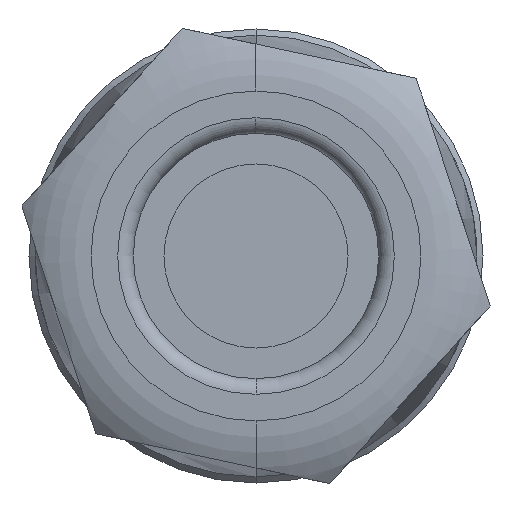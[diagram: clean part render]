
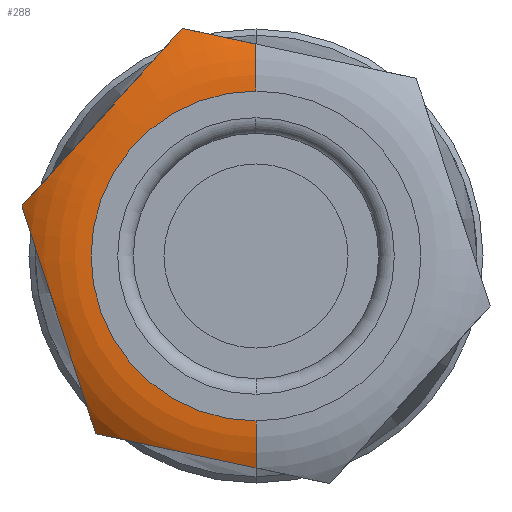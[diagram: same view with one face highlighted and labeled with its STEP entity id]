
A CAD part, left-side view. The second image highlights one B-rep face of the part: STEP entity #288.
In plain terms, the highlighted toroidal (fillet/blend) face has major radius 6.723 mm and minor radius 4.477 mm.
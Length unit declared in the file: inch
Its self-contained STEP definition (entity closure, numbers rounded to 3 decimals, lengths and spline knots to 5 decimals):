
#213 = VERTEX_POINT ( 'NONE', #2032 ) ;
#220 = VERTEX_POINT ( 'NONE', #1979 ) ;
#224 = EDGE_CURVE ( 'NONE', #287, #283, #1915, .T. ) ;
#228 = ORIENTED_EDGE ( 'NONE', *, *, #232, .T. ) ;
#232 = EDGE_CURVE ( 'NONE', #220, #283, #2044, .T. ) ;
#237 = ORIENTED_EDGE ( 'NONE', *, *, #280, .T. ) ;
#258 = VERTEX_POINT ( 'NONE', #2068 ) ;
#259 = EDGE_CURVE ( 'NONE', #258, #260, #2264, .T. ) ;
#260 = VERTEX_POINT ( 'NONE', #2137 ) ;
#262 = VERTEX_POINT ( 'NONE', #2140 ) ;
#263 = ORIENTED_EDGE ( 'NONE', *, *, #259, .T. ) ;
#264 = ORIENTED_EDGE ( 'NONE', *, *, #265, .T. ) ;
#265 = EDGE_CURVE ( 'NONE', #260, #213, #2122, .T. ) ;
#279 = ORIENTED_EDGE ( 'NONE', *, *, #224, .F. ) ;
#280 = EDGE_CURVE ( 'NONE', #213, #220, #2186, .T. ) ;
#283 = VERTEX_POINT ( 'NONE', #2249 ) ;
#284 = EDGE_CURVE ( 'NONE', #287, #262, #2189, .T. ) ;
#285 = ORIENTED_EDGE ( 'NONE', *, *, #291, .T. ) ;
#287 = VERTEX_POINT ( 'NONE', #2187 ) ;
#288 = ADVANCED_FACE ( 'NONE', ( #2239 ), #2192, .T. ) ;
#289 = EDGE_LOOP ( 'NONE', ( #290, #285, #263, #264, #237, #228, #279 ) ) ;
#290 = ORIENTED_EDGE ( 'NONE', *, *, #284, .T. ) ;
#291 = EDGE_CURVE ( 'NONE', #262, #258, #2085, .T. ) ;
#1894 = CARTESIAN_POINT ( 'NONE',  ( -0.66226, 0.25713, -0.28501 ) ) ;
#1898 = DIRECTION ( 'NONE',  ( 0., 0., -1. ) ) ;
#1915 = CIRCLE ( 'NONE', #2007, 0.17626 ) ;
#1943 = DIRECTION ( 'NONE',  ( 0., -1., 0. ) ) ;
#1944 = CARTESIAN_POINT ( 'NONE',  ( -0.5324, 0., -0.26467 ) ) ;
#1979 = CARTESIAN_POINT ( 'NONE',  ( -0.66226, 0.25713, -0.28501 ) ) ;
#1994 = CARTESIAN_POINT ( 'NONE',  ( -0.69179, 0., -0.33993 ) ) ;
#1995 = CARTESIAN_POINT ( 'NONE',  ( -0.69397, 0.02167, -0.3353 ) ) ;
#1996 = CARTESIAN_POINT ( 'NONE',  ( -0.69498, 0.04336, -0.33067 ) ) ;
#1997 = CARTESIAN_POINT ( 'NONE',  ( -0.69523, 0.08679, -0.32139 ) ) ;
#1998 = CARTESIAN_POINT ( 'NONE',  ( -0.69447, 0.10852, -0.31675 ) ) ;
#1999 = CARTESIAN_POINT ( 'NONE',  ( -0.69071, 0.15203, -0.30746 ) ) ;
#2000 = CARTESIAN_POINT ( 'NONE',  ( -0.68769, 0.17381, -0.30281 ) ) ;
#2001 = CARTESIAN_POINT ( 'NONE',  ( -0.67816, 0.21628, -0.29374 ) ) ;
#2002 = CARTESIAN_POINT ( 'NONE',  ( -0.67167, 0.23707, -0.28929 ) ) ;
#2007 = AXIS2_PLACEMENT_3D ( 'NONE', #1944, #1943, #1898 ) ;
#2032 = CARTESIAN_POINT ( 'NONE',  ( -0.66226, 0.37539, 0.08018 ) ) ;
#2044 = B_SPLINE_CURVE_WITH_KNOTS ( 'NONE', 3,
 ( #1894, #2002, #2001, #2000, #1999, #1998, #1997, #1996, #1995, #1994 ),
 .UNSPECIFIED., .F., .F.,
 ( 4, 2, 2, 2, 4 ),
 ( 0., 0.00169, 0.00339, 0.00508, 0.00677 ),
 .UNSPECIFIED. ) ;
#2068 = CARTESIAN_POINT ( 'NONE',  ( -0.69179, 0., 0.33993 ) ) ;
#2079 = AXIS2_PLACEMENT_3D ( 'NONE', #2230, #2229, #2171 ) ;
#2080 = DIRECTION ( 'NONE',  ( 0., 0., -1. ) ) ;
#2084 = DIRECTION ( 'NONE',  ( 1., 0., 0. ) ) ;
#2085 = CIRCLE ( 'NONE', #2079, 0.17626 ) ;
#2089 = CARTESIAN_POINT ( 'NONE',  ( -0.67447, 0.13868, 0.34256 ) ) ;
#2090 = CARTESIAN_POINT ( 'NONE',  ( -0.66916, 0.12833, 0.35402 ) ) ;
#2093 = CARTESIAN_POINT ( 'NONE',  ( -0.66226, 0.11826, 0.36519 ) ) ;
#2094 = CARTESIAN_POINT ( 'NONE',  ( -0.67102, 0.09959, 0.3612 ) ) ;
#2118 = CARTESIAN_POINT ( 'NONE',  ( -0.66226, 0.37539, 0.08018 ) ) ;
#2119 = CARTESIAN_POINT ( 'NONE',  ( -0.66915, 0.36534, 0.09132 ) ) ;
#2120 = CARTESIAN_POINT ( 'NONE',  ( -0.67447, 0.35497, 0.10282 ) ) ;
#2122 = B_SPLINE_CURVE_WITH_KNOTS ( 'NONE', 3,
 ( #2128, #2090, #2089, #2227, #2226, #2225, #2245, #2244, #2158, #2157, #2156, #2146, #2145, #2120, #2119, #2118 ),
 .UNSPECIFIED., .F., .F.,
 ( 4, 2, 2, 2, 2, 2, 2, 4 ),
 ( 0., 0.00124, 0.00248, 0.00372, 0.00496, 0.00744, 0.00869, 0.00993 ),
 .UNSPECIFIED. ) ;
#2128 = CARTESIAN_POINT ( 'NONE',  ( -0.66226, 0.11826, 0.36519 ) ) ;
#2137 = CARTESIAN_POINT ( 'NONE',  ( -0.66226, 0.11826, 0.36519 ) ) ;
#2140 = CARTESIAN_POINT ( 'NONE',  ( -0.70866, 0., 0.26467 ) ) ;
#2143 = CARTESIAN_POINT ( 'NONE',  ( -0.68975, 0.02019, 0.34424 ) ) ;
#2144 = CARTESIAN_POINT ( 'NONE',  ( -0.69179, 0., 0.33993 ) ) ;
#2145 = CARTESIAN_POINT ( 'NONE',  ( -0.68299, 0.3338, 0.12627 ) ) ;
#2146 = CARTESIAN_POINT ( 'NONE',  ( -0.68617, 0.32296, 0.13829 ) ) ;
#2151 = CARTESIAN_POINT ( 'NONE',  ( -0.5324, 0., 0. ) ) ;
#2156 = CARTESIAN_POINT ( 'NONE',  ( -0.69334, 0.29036, 0.17443 ) ) ;
#2157 = CARTESIAN_POINT ( 'NONE',  ( -0.69512, 0.26858, 0.19857 ) ) ;
#2158 = CARTESIAN_POINT ( 'NONE',  ( -0.69512, 0.23587, 0.23483 ) ) ;
#2159 = CARTESIAN_POINT ( 'NONE',  ( -0.6909, 0.34141, -0.02477 ) ) ;
#2160 = CARTESIAN_POINT ( 'NONE',  ( -0.68611, 0.35139, 0.00605 ) ) ;
#2161 = CARTESIAN_POINT ( 'NONE',  ( -0.68295, 0.35632, 0.02127 ) ) ;
#2171 = DIRECTION ( 'NONE',  ( 0., 0., 1. ) ) ;
#2172 = CARTESIAN_POINT ( 'NONE',  ( -0.68665, 0.0405, 0.34858 ) ) ;
#2183 = AXIS2_PLACEMENT_3D ( 'NONE', #2246, #2084, #2185 ) ;
#2185 = DIRECTION ( 'NONE',  ( 0., 0., -1. ) ) ;
#2186 = B_SPLINE_CURVE_WITH_KNOTS ( 'NONE', 3,
 ( #2277, #2276, #2275, #2161, #2160, #2159, #2197, #2196, #2195, #2194, #2252, #2251, #2250, #2237, #2236, #2235 ),
 .UNSPECIFIED., .F., .F.,
 ( 4, 2, 2, 2, 2, 2, 2, 4 ),
 ( 0., 0.00124, 0.00248, 0.00372, 0.00496, 0.00744, 0.00868, 0.00993 ),
 .UNSPECIFIED. ) ;
#2187 = CARTESIAN_POINT ( 'NONE',  ( -0.70866, 0., -0.26467 ) ) ;
#2189 = CIRCLE ( 'NONE', #2183, 0.26467 ) ;
#2190 = DIRECTION ( 'NONE',  ( 1., 0., 0. ) ) ;
#2191 = AXIS2_PLACEMENT_3D ( 'NONE', #2151, #2190, #2080 ) ;
#2192 = TOROIDAL_SURFACE ( 'NONE', #2191, 0.26467, 0.17626 ) ;
#2194 = CARTESIAN_POINT ( 'NONE',  ( -0.69512, 0.30626, -0.13331 ) ) ;
#2195 = CARTESIAN_POINT ( 'NONE',  ( -0.69512, 0.3213, -0.08686 ) ) ;
#2196 = CARTESIAN_POINT ( 'NONE',  ( -0.69463, 0.32632, -0.07136 ) ) ;
#2197 = CARTESIAN_POINT ( 'NONE',  ( -0.69253, 0.33636, -0.04035 ) ) ;
#2225 = CARTESIAN_POINT ( 'NONE',  ( -0.6909, 0.19216, 0.28328 ) ) ;
#2226 = CARTESIAN_POINT ( 'NONE',  ( -0.68611, 0.17046, 0.30733 ) ) ;
#2227 = CARTESIAN_POINT ( 'NONE',  ( -0.68295, 0.15974, 0.31921 ) ) ;
#2229 = DIRECTION ( 'NONE',  ( 0., 1., 0. ) ) ;
#2230 = CARTESIAN_POINT ( 'NONE',  ( -0.5324, 0., 0.26467 ) ) ;
#2235 = CARTESIAN_POINT ( 'NONE',  ( -0.66226, 0.25713, -0.28501 ) ) ;
#2236 = CARTESIAN_POINT ( 'NONE',  ( -0.66915, 0.26176, -0.27073 ) ) ;
#2237 = CARTESIAN_POINT ( 'NONE',  ( -0.67447, 0.26652, -0.256 ) ) ;
#2239 = FACE_OUTER_BOUND ( 'NONE', #289, .T. ) ;
#2244 = CARTESIAN_POINT ( 'NONE',  ( -0.69463, 0.22496, 0.24692 ) ) ;
#2245 = CARTESIAN_POINT ( 'NONE',  ( -0.69253, 0.20313, 0.27112 ) ) ;
#2246 = CARTESIAN_POINT ( 'NONE',  ( -0.70866, 0., 0. ) ) ;
#2249 = CARTESIAN_POINT ( 'NONE',  ( -0.69179, 0., -0.33993 ) ) ;
#2250 = CARTESIAN_POINT ( 'NONE',  ( -0.68299, 0.27626, -0.22595 ) ) ;
#2251 = CARTESIAN_POINT ( 'NONE',  ( -0.68617, 0.28124, -0.21055 ) ) ;
#2252 = CARTESIAN_POINT ( 'NONE',  ( -0.69334, 0.29624, -0.16424 ) ) ;
#2264 = B_SPLINE_CURVE_WITH_KNOTS ( 'NONE', 3,
 ( #2144, #2143, #2172, #2266, #2094, #2093 ),
 .UNSPECIFIED., .F., .F.,
 ( 4, 2, 4 ),
 ( 0.00677, 0.00835, 0.00993 ),
 .UNSPECIFIED. ) ;
#2266 = CARTESIAN_POINT ( 'NONE',  ( -0.67727, 0.0802, 0.35706 ) ) ;
#2275 = CARTESIAN_POINT ( 'NONE',  ( -0.67447, 0.366, 0.05118 ) ) ;
#2276 = CARTESIAN_POINT ( 'NONE',  ( -0.66916, 0.37076, 0.06587 ) ) ;
#2277 = CARTESIAN_POINT ( 'NONE',  ( -0.66226, 0.37539, 0.08018 ) ) ;
